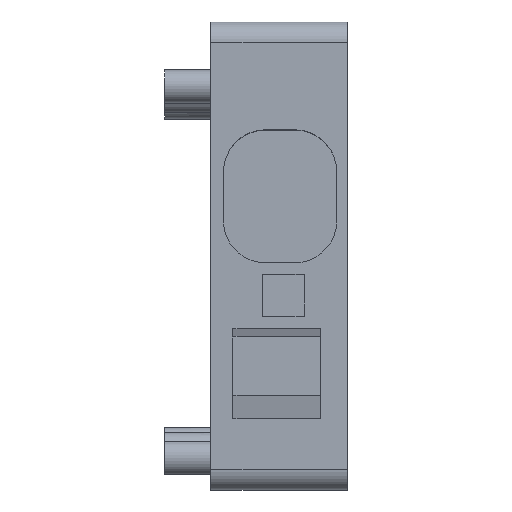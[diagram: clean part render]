
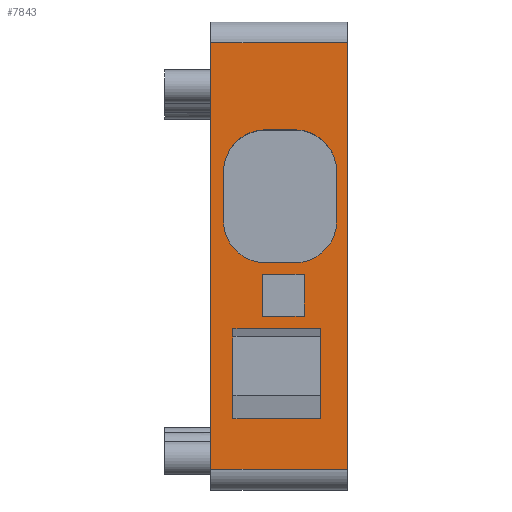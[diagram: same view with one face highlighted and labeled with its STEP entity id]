
A CAD part, top view. The second image highlights one B-rep face of the part: STEP entity #7843.
In plain terms, the highlighted planar face has unit normal (0, 0, 1).
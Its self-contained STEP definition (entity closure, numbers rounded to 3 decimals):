
#7696=AXIS2_PLACEMENT_3D('Plane Axis2P3D',#7693,#7694,#7695) ;
#7754=AXIS2_PLACEMENT_3D('Circle Axis2P3D',#7752,#7753,$) ;
#7768=AXIS2_PLACEMENT_3D('Circle Axis2P3D',#7766,#7767,$) ;
#7782=AXIS2_PLACEMENT_3D('Circle Axis2P3D',#7780,#7781,$) ;
#7796=AXIS2_PLACEMENT_3D('Circle Axis2P3D',#7794,#7795,$) ;
#6108=CARTESIAN_POINT('Vertex',(2.2,1.,47.312)) ;
#6111=CARTESIAN_POINT('Line Origine',(2.2,11.171,47.312)) ;
#6115=CARTESIAN_POINT('Vertex',(2.2,21.342,47.313)) ;
#6760=CARTESIAN_POINT('Vertex',(8.7,21.342,47.313)) ;
#6763=CARTESIAN_POINT('Line Origine',(8.7,11.171,47.312)) ;
#6767=CARTESIAN_POINT('Vertex',(8.7,1.,47.312)) ;
#7681=CARTESIAN_POINT('Line Origine',(8.7,1.,47.312)) ;
#7693=CARTESIAN_POINT('Axis2P3D Location',(8.7,21.342,47.313)) ;
#7698=CARTESIAN_POINT('Line Origine',(5.45,21.342,47.313)) ;
#7709=CARTESIAN_POINT('Line Origine',(5.35,7.688,47.312)) ;
#7713=CARTESIAN_POINT('Vertex',(7.45,7.688,47.312)) ;
#7715=CARTESIAN_POINT('Vertex',(3.25,7.688,47.312)) ;
#7718=CARTESIAN_POINT('Line Origine',(7.45,5.543,47.312)) ;
#7722=CARTESIAN_POINT('Vertex',(7.45,3.397,47.312)) ;
#7725=CARTESIAN_POINT('Line Origine',(5.35,3.397,47.312)) ;
#7729=CARTESIAN_POINT('Vertex',(3.25,3.397,47.312)) ;
#7732=CARTESIAN_POINT('Line Origine',(3.25,5.543,47.312)) ;
#7743=CARTESIAN_POINT('Line Origine',(2.8,14.02,47.313)) ;
#7747=CARTESIAN_POINT('Vertex',(2.8,15.195,47.313)) ;
#7749=CARTESIAN_POINT('Vertex',(2.8,12.845,47.313)) ;
#7752=CARTESIAN_POINT('Axis2P3D Location',(4.8,15.195,47.313)) ;
#7756=CARTESIAN_POINT('Vertex',(4.8,17.195,47.313)) ;
#7759=CARTESIAN_POINT('Line Origine',(5.5,17.195,47.313)) ;
#7763=CARTESIAN_POINT('Vertex',(6.2,17.195,47.313)) ;
#7766=CARTESIAN_POINT('Axis2P3D Location',(6.2,15.195,47.313)) ;
#7770=CARTESIAN_POINT('Vertex',(8.2,15.195,47.313)) ;
#7773=CARTESIAN_POINT('Line Origine',(8.2,14.02,47.313)) ;
#7777=CARTESIAN_POINT('Vertex',(8.2,12.845,47.313)) ;
#7780=CARTESIAN_POINT('Axis2P3D Location',(6.2,12.845,47.313)) ;
#7784=CARTESIAN_POINT('Vertex',(6.2,10.845,47.312)) ;
#7787=CARTESIAN_POINT('Line Origine',(5.5,10.845,47.312)) ;
#7791=CARTESIAN_POINT('Vertex',(4.8,10.845,47.312)) ;
#7794=CARTESIAN_POINT('Axis2P3D Location',(4.8,12.845,47.313)) ;
#7809=CARTESIAN_POINT('Line Origine',(5.65,10.292,47.312)) ;
#7813=CARTESIAN_POINT('Vertex',(6.65,10.292,47.312)) ;
#7815=CARTESIAN_POINT('Vertex',(4.65,10.292,47.312)) ;
#7818=CARTESIAN_POINT('Line Origine',(6.65,9.292,47.312)) ;
#7822=CARTESIAN_POINT('Vertex',(6.65,8.292,47.312)) ;
#7825=CARTESIAN_POINT('Line Origine',(5.65,8.292,47.312)) ;
#7829=CARTESIAN_POINT('Vertex',(4.65,8.292,47.312)) ;
#7832=CARTESIAN_POINT('Line Origine',(4.65,9.292,47.312)) ;
#6112=DIRECTION('Vector Direction',(0.,-1.,0.)) ;
#6764=DIRECTION('Vector Direction',(0.,-1.,0.)) ;
#7682=DIRECTION('Vector Direction',(1.,0.,0.)) ;
#7694=DIRECTION('Axis2P3D Direction',(0.,0.,-1.)) ;
#7695=DIRECTION('Axis2P3D XDirection',(0.,1.,0.)) ;
#7699=DIRECTION('Vector Direction',(1.,0.,0.)) ;
#7710=DIRECTION('Vector Direction',(-1.,0.,0.)) ;
#7719=DIRECTION('Vector Direction',(0.,-1.,0.)) ;
#7726=DIRECTION('Vector Direction',(1.,0.,0.)) ;
#7733=DIRECTION('Vector Direction',(0.,-1.,0.)) ;
#7744=DIRECTION('Vector Direction',(0.,-1.,0.)) ;
#7753=DIRECTION('Axis2P3D Direction',(0.,0.,-1.)) ;
#7760=DIRECTION('Vector Direction',(-1.,0.,0.)) ;
#7767=DIRECTION('Axis2P3D Direction',(0.,0.,-1.)) ;
#7774=DIRECTION('Vector Direction',(0.,1.,0.)) ;
#7781=DIRECTION('Axis2P3D Direction',(0.,0.,-1.)) ;
#7788=DIRECTION('Vector Direction',(1.,0.,0.)) ;
#7795=DIRECTION('Axis2P3D Direction',(0.,0.,-1.)) ;
#7810=DIRECTION('Vector Direction',(-1.,0.,0.)) ;
#7819=DIRECTION('Vector Direction',(0.,1.,0.)) ;
#7826=DIRECTION('Vector Direction',(1.,0.,0.)) ;
#7833=DIRECTION('Vector Direction',(0.,-1.,0.)) ;
#6113=VECTOR('Line Direction',#6112,1.) ;
#6765=VECTOR('Line Direction',#6764,1.) ;
#7683=VECTOR('Line Direction',#7682,1.) ;
#7700=VECTOR('Line Direction',#7699,1.) ;
#7711=VECTOR('Line Direction',#7710,1.) ;
#7720=VECTOR('Line Direction',#7719,1.) ;
#7727=VECTOR('Line Direction',#7726,1.) ;
#7734=VECTOR('Line Direction',#7733,1.) ;
#7745=VECTOR('Line Direction',#7744,1.) ;
#7761=VECTOR('Line Direction',#7760,1.) ;
#7775=VECTOR('Line Direction',#7774,1.) ;
#7789=VECTOR('Line Direction',#7788,1.) ;
#7811=VECTOR('Line Direction',#7810,1.) ;
#7820=VECTOR('Line Direction',#7819,1.) ;
#7827=VECTOR('Line Direction',#7826,1.) ;
#7834=VECTOR('Line Direction',#7833,1.) ;
#7704=ORIENTED_EDGE('',*,*,#6117,.T.) ;
#7705=ORIENTED_EDGE('',*,*,#7685,.F.) ;
#7706=ORIENTED_EDGE('',*,*,#6769,.F.) ;
#7707=ORIENTED_EDGE('',*,*,#7702,.T.) ;
#7738=ORIENTED_EDGE('',*,*,#7717,.F.) ;
#7739=ORIENTED_EDGE('',*,*,#7724,.T.) ;
#7740=ORIENTED_EDGE('',*,*,#7731,.F.) ;
#7741=ORIENTED_EDGE('',*,*,#7736,.F.) ;
#7800=ORIENTED_EDGE('',*,*,#7751,.F.) ;
#7801=ORIENTED_EDGE('',*,*,#7758,.F.) ;
#7802=ORIENTED_EDGE('',*,*,#7765,.F.) ;
#7803=ORIENTED_EDGE('',*,*,#7772,.F.) ;
#7804=ORIENTED_EDGE('',*,*,#7779,.F.) ;
#7805=ORIENTED_EDGE('',*,*,#7786,.F.) ;
#7806=ORIENTED_EDGE('',*,*,#7793,.F.) ;
#7807=ORIENTED_EDGE('',*,*,#7798,.F.) ;
#7838=ORIENTED_EDGE('',*,*,#7817,.F.) ;
#7839=ORIENTED_EDGE('',*,*,#7824,.F.) ;
#7840=ORIENTED_EDGE('',*,*,#7831,.F.) ;
#7841=ORIENTED_EDGE('',*,*,#7836,.F.) ;
#7742=FACE_BOUND('',#7737,.T.) ;
#7808=FACE_BOUND('',#7799,.T.) ;
#7842=FACE_BOUND('',#7837,.T.) ;
#7843=ADVANCED_FACE('ZP 4/1AN ZA O.RA BL',(#7708,#7742,#7808,#7842),#7697,.F.) ;
#7755=CIRCLE('generated circle',#7754,2.) ;
#7769=CIRCLE('generated circle',#7768,2.) ;
#7783=CIRCLE('generated circle',#7782,2.) ;
#7797=CIRCLE('generated circle',#7796,2.) ;
#6117=EDGE_CURVE('',#6116,#6109,#6114,.T.) ;
#6769=EDGE_CURVE('',#6761,#6768,#6766,.T.) ;
#7685=EDGE_CURVE('',#6768,#6109,#7684,.F.) ;
#7702=EDGE_CURVE('',#6761,#6116,#7701,.F.) ;
#7717=EDGE_CURVE('',#7714,#7716,#7712,.T.) ;
#7724=EDGE_CURVE('',#7714,#7723,#7721,.T.) ;
#7731=EDGE_CURVE('',#7730,#7723,#7728,.T.) ;
#7736=EDGE_CURVE('',#7716,#7730,#7735,.T.) ;
#7751=EDGE_CURVE('',#7748,#7750,#7746,.T.) ;
#7758=EDGE_CURVE('',#7757,#7748,#7755,.F.) ;
#7765=EDGE_CURVE('',#7764,#7757,#7762,.T.) ;
#7772=EDGE_CURVE('',#7771,#7764,#7769,.F.) ;
#7779=EDGE_CURVE('',#7778,#7771,#7776,.T.) ;
#7786=EDGE_CURVE('',#7785,#7778,#7783,.F.) ;
#7793=EDGE_CURVE('',#7792,#7785,#7790,.T.) ;
#7798=EDGE_CURVE('',#7750,#7792,#7797,.F.) ;
#7817=EDGE_CURVE('',#7814,#7816,#7812,.T.) ;
#7824=EDGE_CURVE('',#7823,#7814,#7821,.T.) ;
#7831=EDGE_CURVE('',#7830,#7823,#7828,.T.) ;
#7836=EDGE_CURVE('',#7816,#7830,#7835,.T.) ;
#7703=EDGE_LOOP('',(#7704,#7705,#7706,#7707)) ;
#7737=EDGE_LOOP('',(#7738,#7739,#7740,#7741)) ;
#7799=EDGE_LOOP('',(#7800,#7801,#7802,#7803,#7804,#7805,#7806,#7807)) ;
#7837=EDGE_LOOP('',(#7838,#7839,#7840,#7841)) ;
#7708=FACE_OUTER_BOUND('',#7703,.T.) ;
#6114=LINE('Line',#6111,#6113) ;
#6766=LINE('Line',#6763,#6765) ;
#7684=LINE('Line',#7681,#7683) ;
#7701=LINE('Line',#7698,#7700) ;
#7712=LINE('Line',#7709,#7711) ;
#7721=LINE('Line',#7718,#7720) ;
#7728=LINE('Line',#7725,#7727) ;
#7735=LINE('Line',#7732,#7734) ;
#7746=LINE('Line',#7743,#7745) ;
#7762=LINE('Line',#7759,#7761) ;
#7776=LINE('Line',#7773,#7775) ;
#7790=LINE('Line',#7787,#7789) ;
#7812=LINE('Line',#7809,#7811) ;
#7821=LINE('Line',#7818,#7820) ;
#7828=LINE('Line',#7825,#7827) ;
#7835=LINE('Line',#7832,#7834) ;
#7697=PLANE('',#7696) ;
#6109=VERTEX_POINT('',#6108) ;
#6116=VERTEX_POINT('',#6115) ;
#6761=VERTEX_POINT('',#6760) ;
#6768=VERTEX_POINT('',#6767) ;
#7714=VERTEX_POINT('',#7713) ;
#7716=VERTEX_POINT('',#7715) ;
#7723=VERTEX_POINT('',#7722) ;
#7730=VERTEX_POINT('',#7729) ;
#7748=VERTEX_POINT('',#7747) ;
#7750=VERTEX_POINT('',#7749) ;
#7757=VERTEX_POINT('',#7756) ;
#7764=VERTEX_POINT('',#7763) ;
#7771=VERTEX_POINT('',#7770) ;
#7778=VERTEX_POINT('',#7777) ;
#7785=VERTEX_POINT('',#7784) ;
#7792=VERTEX_POINT('',#7791) ;
#7814=VERTEX_POINT('',#7813) ;
#7816=VERTEX_POINT('',#7815) ;
#7823=VERTEX_POINT('',#7822) ;
#7830=VERTEX_POINT('',#7829) ;
